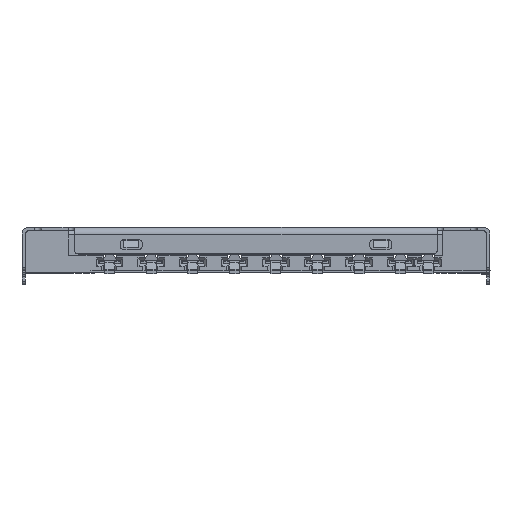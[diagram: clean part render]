
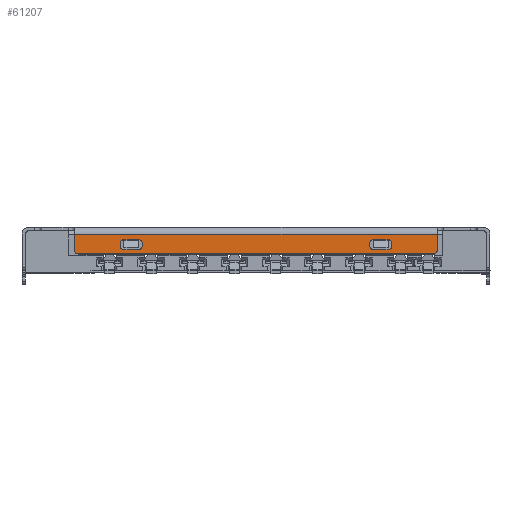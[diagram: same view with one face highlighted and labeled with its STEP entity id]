
A CAD part, top view. The second image highlights one B-rep face of the part: STEP entity #61207.
In plain terms, the highlighted planar face has unit normal (0, 0, 1).
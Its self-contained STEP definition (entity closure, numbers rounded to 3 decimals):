
#53789=DIRECTION('',(0.,-1.,0.));
#53790=VECTOR('',#53789,1.);
#53791=CARTESIAN_POINT('',(-10.9,2.3,-0.05));
#53792=LINE('',#53791,#53790);
#53797=CARTESIAN_POINT('',(10.7,1.3,-0.05));
#53798=DIRECTION('',(0.,0.,-1.));
#53799=DIRECTION('',(1.,0.,0.));
#53800=AXIS2_PLACEMENT_3D('',#53797,#53798,#53799);
#53802=DIRECTION('',(-1.,0.,0.));
#53803=VECTOR('',#53802,21.4);
#53804=CARTESIAN_POINT('',(10.7,1.1,-0.05));
#53805=LINE('',#53804,#53803);
#53806=CARTESIAN_POINT('',(-10.7,1.3,-0.05));
#53807=DIRECTION('',(0.,0.,-1.));
#53808=DIRECTION('',(0.,-1.,0.));
#53809=AXIS2_PLACEMENT_3D('',#53806,#53807,#53808);
#53811=DIRECTION('',(0.,-1.,0.));
#53812=VECTOR('',#53811,1.);
#53813=CARTESIAN_POINT('',(10.9,2.3,-0.05));
#53814=LINE('',#53813,#53812);
#53815=CARTESIAN_POINT('',(-7.95,1.56,-0.05));
#53816=DIRECTION('',(0.,0.,1.));
#53817=DIRECTION('',(-1.,0.,0.));
#53818=AXIS2_PLACEMENT_3D('',#53815,#53816,#53817);
#53820=DIRECTION('',(1.,0.,0.));
#53821=VECTOR('',#53820,0.9);
#53822=CARTESIAN_POINT('',(-7.95,1.36,-0.05));
#53823=LINE('',#53822,#53821);
#53824=CARTESIAN_POINT('',(-7.05,1.56,-0.05));
#53825=DIRECTION('',(0.,0.,1.));
#53826=DIRECTION('',(0.,-1.,0.));
#53827=AXIS2_PLACEMENT_3D('',#53824,#53825,#53826);
#53829=DIRECTION('',(0.,1.,0.));
#53830=VECTOR('',#53829,0.2);
#53831=CARTESIAN_POINT('',(-6.85,1.56,-0.05));
#53832=LINE('',#53831,#53830);
#53833=CARTESIAN_POINT('',(-7.05,1.76,-0.05));
#53834=DIRECTION('',(0.,0.,1.));
#53835=DIRECTION('',(1.,0.,0.));
#53836=AXIS2_PLACEMENT_3D('',#53833,#53834,#53835);
#53838=DIRECTION('',(-1.,0.,0.));
#53839=VECTOR('',#53838,0.9);
#53840=CARTESIAN_POINT('',(-7.05,1.96,-0.05));
#53841=LINE('',#53840,#53839);
#53842=CARTESIAN_POINT('',(-7.95,1.76,-0.05));
#53843=DIRECTION('',(0.,0.,1.));
#53844=DIRECTION('',(0.,1.,0.));
#53845=AXIS2_PLACEMENT_3D('',#53842,#53843,#53844);
#53847=DIRECTION('',(0.,-1.,0.));
#53848=VECTOR('',#53847,0.2);
#53849=CARTESIAN_POINT('',(-8.15,1.76,-0.05));
#53850=LINE('',#53849,#53848);
#53851=CARTESIAN_POINT('',(7.05,1.56,-0.05));
#53852=DIRECTION('',(0.,0.,1.));
#53853=DIRECTION('',(-1.,0.,0.));
#53854=AXIS2_PLACEMENT_3D('',#53851,#53852,#53853);
#53856=CARTESIAN_POINT('',(7.95,1.56,-0.05));
#53857=DIRECTION('',(0.,0.,1.));
#53858=DIRECTION('',(0.,-1.,0.));
#53859=AXIS2_PLACEMENT_3D('',#53856,#53857,#53858);
#53861=CARTESIAN_POINT('',(7.95,1.76,-0.05));
#53862=DIRECTION('',(0.,0.,1.));
#53863=DIRECTION('',(1.,0.,0.));
#53864=AXIS2_PLACEMENT_3D('',#53861,#53862,#53863);
#53866=CARTESIAN_POINT('',(7.05,1.76,-0.05));
#53867=DIRECTION('',(0.,0.,1.));
#53868=DIRECTION('',(0.,1.,0.));
#53869=AXIS2_PLACEMENT_3D('',#53866,#53867,#53868);
#53871=DIRECTION('',(-1.,0.,0.));
#53872=VECTOR('',#53871,21.8);
#53873=CARTESIAN_POINT('',(10.9,2.3,-0.05));
#53874=LINE('',#53873,#53872);
#53931=DIRECTION('',(-1.,0.,0.));
#53932=VECTOR('',#53931,0.9);
#53933=CARTESIAN_POINT('',(7.95,1.36,-0.05));
#53934=LINE('',#53933,#53932);
#53947=DIRECTION('',(0.,-1.,0.));
#53948=VECTOR('',#53947,0.2);
#53949=CARTESIAN_POINT('',(8.15,1.76,-0.05));
#53950=LINE('',#53949,#53948);
#53963=DIRECTION('',(1.,0.,0.));
#53964=VECTOR('',#53963,0.9);
#53965=CARTESIAN_POINT('',(7.05,1.96,-0.05));
#53966=LINE('',#53965,#53964);
#53983=DIRECTION('',(0.,1.,0.));
#53984=VECTOR('',#53983,0.2);
#53985=CARTESIAN_POINT('',(6.85,1.56,-0.05));
#53986=LINE('',#53985,#53984);
#56745=CARTESIAN_POINT('',(10.9,2.3,-0.05));
#56746=CARTESIAN_POINT('',(10.9,1.3,-0.05));
#56747=VERTEX_POINT('',#56745);
#56748=VERTEX_POINT('',#56746);
#56753=CARTESIAN_POINT('',(10.7,1.1,-0.05));
#56755=VERTEX_POINT('',#56753);
#56793=CARTESIAN_POINT('',(-8.15,1.56,-0.05));
#56794=VERTEX_POINT('',#56793);
#56795=CARTESIAN_POINT('',(-7.95,1.36,-0.05));
#56796=VERTEX_POINT('',#56795);
#56797=CARTESIAN_POINT('',(-7.05,1.36,-0.05));
#56798=VERTEX_POINT('',#56797);
#56799=CARTESIAN_POINT('',(-6.85,1.56,-0.05));
#56800=VERTEX_POINT('',#56799);
#56801=CARTESIAN_POINT('',(-6.85,1.76,-0.05));
#56802=VERTEX_POINT('',#56801);
#56803=CARTESIAN_POINT('',(-7.05,1.96,-0.05));
#56804=VERTEX_POINT('',#56803);
#56805=CARTESIAN_POINT('',(-7.95,1.96,-0.05));
#56806=VERTEX_POINT('',#56805);
#56807=CARTESIAN_POINT('',(-8.15,1.76,-0.05));
#56808=VERTEX_POINT('',#56807);
#56809=CARTESIAN_POINT('',(6.85,1.56,-0.05));
#56810=CARTESIAN_POINT('',(7.05,1.36,-0.05));
#56811=VERTEX_POINT('',#56809);
#56812=VERTEX_POINT('',#56810);
#56813=CARTESIAN_POINT('',(7.95,1.36,-0.05));
#56814=VERTEX_POINT('',#56813);
#56815=CARTESIAN_POINT('',(8.15,1.56,-0.05));
#56816=VERTEX_POINT('',#56815);
#56817=CARTESIAN_POINT('',(8.15,1.76,-0.05));
#56818=VERTEX_POINT('',#56817);
#56819=CARTESIAN_POINT('',(7.95,1.96,-0.05));
#56820=VERTEX_POINT('',#56819);
#56821=CARTESIAN_POINT('',(7.05,1.96,-0.05));
#56822=VERTEX_POINT('',#56821);
#56823=CARTESIAN_POINT('',(6.85,1.76,-0.05));
#56824=VERTEX_POINT('',#56823);
#56825=CARTESIAN_POINT('',(-10.7,1.1,-0.05));
#56826=VERTEX_POINT('',#56825);
#56829=CARTESIAN_POINT('',(-10.9,1.3,-0.05));
#56830=VERTEX_POINT('',#56829);
#56834=CARTESIAN_POINT('',(-10.9,2.3,-0.05));
#56836=VERTEX_POINT('',#56834);
#61157=CARTESIAN_POINT('',(0.,1.7,-0.05));
#61158=DIRECTION('',(0.,0.,1.));
#61159=DIRECTION('',(0.,1.,0.));
#61160=AXIS2_PLACEMENT_3D('',#61157,#61158,#61159);
#61161=PLANE('',#61160);
#61162=ORIENTED_EDGE('',*,*,#61037,.T.);
#61163=ORIENTED_EDGE('',*,*,#61055,.T.);
#61164=ORIENTED_EDGE('',*,*,#61152,.T.);
#61165=ORIENTED_EDGE('',*,*,#61139,.F.);
#61167=ORIENTED_EDGE('',*,*,#61166,.F.);
#61168=ORIENTED_EDGE('',*,*,#61018,.T.);
#61169=EDGE_LOOP('',(#61162,#61163,#61164,#61165,#61167,#61168));
#61170=FACE_OUTER_BOUND('',#61169,.F.);
#61172=ORIENTED_EDGE('',*,*,#61171,.T.);
#61174=ORIENTED_EDGE('',*,*,#61173,.T.);
#61176=ORIENTED_EDGE('',*,*,#61175,.T.);
#61178=ORIENTED_EDGE('',*,*,#61177,.T.);
#61180=ORIENTED_EDGE('',*,*,#61179,.T.);
#61182=ORIENTED_EDGE('',*,*,#61181,.T.);
#61184=ORIENTED_EDGE('',*,*,#61183,.T.);
#61186=ORIENTED_EDGE('',*,*,#61185,.T.);
#61187=EDGE_LOOP('',(#61172,#61174,#61176,#61178,#61180,#61182,#61184,#61186));
#61188=FACE_BOUND('',#61187,.F.);
#61190=ORIENTED_EDGE('',*,*,#61189,.T.);
#61192=ORIENTED_EDGE('',*,*,#61191,.F.);
#61194=ORIENTED_EDGE('',*,*,#61193,.T.);
#61196=ORIENTED_EDGE('',*,*,#61195,.F.);
#61198=ORIENTED_EDGE('',*,*,#61197,.T.);
#61200=ORIENTED_EDGE('',*,*,#61199,.F.);
#61202=ORIENTED_EDGE('',*,*,#61201,.T.);
#61204=ORIENTED_EDGE('',*,*,#61203,.F.);
#61205=EDGE_LOOP('',(#61190,#61192,#61194,#61196,#61198,#61200,#61202,#61204));
#61206=FACE_BOUND('',#61205,.F.);
#61207=ADVANCED_FACE('',(#61170,#61188,#61206),#61161,.T.);
#53801=CIRCLE('',#53800,0.2);
#53810=CIRCLE('',#53809,0.2);
#53819=CIRCLE('',#53818,0.2);
#53828=CIRCLE('',#53827,0.2);
#53837=CIRCLE('',#53836,0.2);
#53846=CIRCLE('',#53845,0.2);
#53855=CIRCLE('',#53854,0.2);
#53860=CIRCLE('',#53859,0.2);
#53865=CIRCLE('',#53864,0.2);
#53870=CIRCLE('',#53869,0.2);
#61018=EDGE_CURVE('',#56747,#56748,#53814,.T.);
#61037=EDGE_CURVE('',#56748,#56755,#53801,.T.);
#61055=EDGE_CURVE('',#56755,#56826,#53805,.T.);
#61139=EDGE_CURVE('',#56836,#56830,#53792,.T.);
#61152=EDGE_CURVE('',#56826,#56830,#53810,.T.);
#61166=EDGE_CURVE('',#56747,#56836,#53874,.T.);
#61171=EDGE_CURVE('',#56794,#56796,#53819,.T.);
#61173=EDGE_CURVE('',#56796,#56798,#53823,.T.);
#61175=EDGE_CURVE('',#56798,#56800,#53828,.T.);
#61177=EDGE_CURVE('',#56800,#56802,#53832,.T.);
#61179=EDGE_CURVE('',#56802,#56804,#53837,.T.);
#61181=EDGE_CURVE('',#56804,#56806,#53841,.T.);
#61183=EDGE_CURVE('',#56806,#56808,#53846,.T.);
#61185=EDGE_CURVE('',#56808,#56794,#53850,.T.);
#61189=EDGE_CURVE('',#56811,#56812,#53855,.T.);
#61191=EDGE_CURVE('',#56814,#56812,#53934,.T.);
#61193=EDGE_CURVE('',#56814,#56816,#53860,.T.);
#61195=EDGE_CURVE('',#56818,#56816,#53950,.T.);
#61197=EDGE_CURVE('',#56818,#56820,#53865,.T.);
#61199=EDGE_CURVE('',#56822,#56820,#53966,.T.);
#61201=EDGE_CURVE('',#56822,#56824,#53870,.T.);
#61203=EDGE_CURVE('',#56811,#56824,#53986,.T.);
